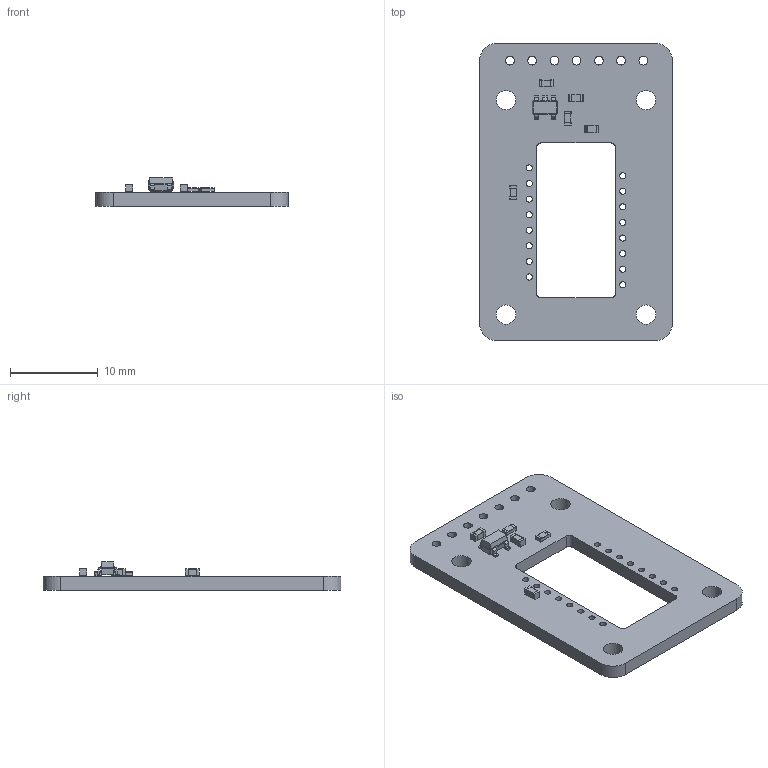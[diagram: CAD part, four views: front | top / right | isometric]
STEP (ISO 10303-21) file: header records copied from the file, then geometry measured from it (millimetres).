
FILE_DESCRIPTION(('KiCad electronic assembly'),'2;1');
FILE_NAME('PMW3360.step','2021-10-07T01:02:34',('An Author'),( 'A Company'),'Open CASCADE STEP processor 6.9', 'KiCad to STEP converter','Unknown');
FILE_SCHEMA(('AUTOMOTIVE_DESIGN { 1 0 10303 214 1 1 1 1 }'));
Length unit declared in the file: millimetre
Products named in the file (8): Open CASCADE STEP translator 6.9 1; SOT-23-5; SOLID; R_0603_1608Metric; C_0603_1608Metric; COMPOUND
Assembly tree (10 placements, depth 3):
  Open CASCADE STEP translator 6.9 1
    SOT-23-5
      SOLID
    R_0603_1608Metric  x2
      SOLID
    C_0603_1608Metric  x3
      SOLID
    COMPOUND
Bounding box: 22 x 34 x 3.2 mm (x, y, z)
Volume: 904.2 mm3; surface area: 1566.8 mm2
Topology: 7 solids, 7 shells, 290 faces, 758 edges, 488 vertices
Faces by surface type: plane 154, cylinder 107, bspline 29
Full cylindrical faces by diameter (mm): 0.7 x16, 1 x7, 2.2 x4
Entity records: 14922 total; most frequent: CARTESIAN_POINT 2619, DIRECTION 2041, LINE 1251, VECTOR 1251, ORIENTED_EDGE 1092, PCURVE 1092, DEFINITIONAL_REPRESENTATION 1092, EDGE_CURVE 546
